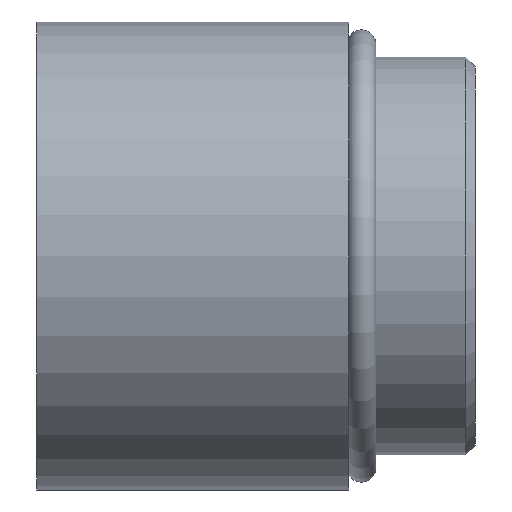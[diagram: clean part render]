
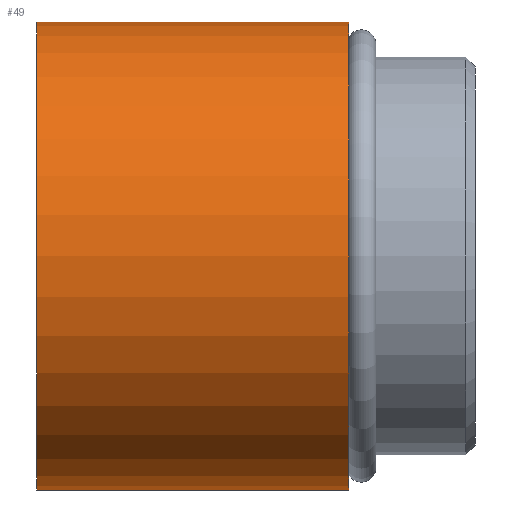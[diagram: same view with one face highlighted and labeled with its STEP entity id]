
A CAD part, left-side view. The second image highlights one B-rep face of the part: STEP entity #49.
In plain terms, the highlighted cylindrical face has radius 12 mm (diameter 24 mm), a partial arc.
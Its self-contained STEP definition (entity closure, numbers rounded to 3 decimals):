
#16 = CIRCLE ( 'NONE', #457, 12. ) ;
#28 = EDGE_CURVE ( 'NONE', #206, #205, #16, .T. ) ;
#49 = ADVANCED_FACE ( 'NONE', ( #449 ), #450, .T. ) ;
#68 = EDGE_CURVE ( 'NONE', #206, #207, #629, .T. ) ;
#72 = EDGE_CURVE ( 'NONE', #207, #208, #357, .T. ) ;
#77 = EDGE_CURVE ( 'NONE', #205, #208, #107, .T. ) ;
#91 = CARTESIAN_POINT ( 'NONE',  ( 0., -3., 0. ) ) ;
#92 = DIRECTION ( 'NONE',  ( 0., -1., 0. ) ) ;
#93 = DIRECTION ( 'NONE',  ( 0., 0., -1. ) ) ;
#107 = LINE ( 'NONE', #108, #405 ) ;
#108 = CARTESIAN_POINT ( 'NONE',  ( 0., -10.273, -12. ) ) ;
#109 = DIRECTION ( 'NONE',  ( 0., -1., 0. ) ) ;
#136 = CARTESIAN_POINT ( 'NONE',  ( 0., 13., -12. ) ) ;
#137 = CARTESIAN_POINT ( 'NONE',  ( 0., 13., 12. ) ) ;
#138 = CARTESIAN_POINT ( 'NONE',  ( 0., -3., 12. ) ) ;
#139 = CARTESIAN_POINT ( 'NONE',  ( 0., -3., -12. ) ) ;
#205 = VERTEX_POINT ( 'NONE', #136 ) ;
#206 = VERTEX_POINT ( 'NONE', #137 ) ;
#207 = VERTEX_POINT ( 'NONE', #138 ) ;
#208 = VERTEX_POINT ( 'NONE', #139 ) ;
#226 = ORIENTED_EDGE ( 'NONE', *, *, #72, .F. ) ;
#231 = ORIENTED_EDGE ( 'NONE', *, *, #68, .F. ) ;
#232 = ORIENTED_EDGE ( 'NONE', *, *, #28, .T. ) ;
#233 = ORIENTED_EDGE ( 'NONE', *, *, #77, .T. ) ;
#313 = EDGE_LOOP ( 'NONE', ( #231, #232, #233, #226 ) ) ;
#357 = CIRCLE ( 'NONE', #411, 12. ) ;
#405 = VECTOR ( 'NONE', #109, 1000. ) ;
#411 = AXIS2_PLACEMENT_3D ( 'NONE', #91, #92, #93 ) ;
#414 = VECTOR ( 'NONE', #631, 1000. ) ;
#445 = AXIS2_PLACEMENT_3D ( 'NONE', #570, #571, #572 ) ;
#449 = FACE_OUTER_BOUND ( 'NONE', #313, .T. ) ;
#450 = CYLINDRICAL_SURFACE ( 'NONE', #445, 12. ) ;
#457 = AXIS2_PLACEMENT_3D ( 'NONE', #503, #504, #505 ) ;
#503 = CARTESIAN_POINT ( 'NONE',  ( 0., 13., 0. ) ) ;
#504 = DIRECTION ( 'NONE',  ( 0., -1., 0. ) ) ;
#505 = DIRECTION ( 'NONE',  ( 0., 0., -1. ) ) ;
#570 = CARTESIAN_POINT ( 'NONE',  ( 0., -10.273, 0. ) ) ;
#571 = DIRECTION ( 'NONE',  ( 0., -1., 0. ) ) ;
#572 = DIRECTION ( 'NONE',  ( 0., 0., -1. ) ) ;
#629 = LINE ( 'NONE', #630, #414 ) ;
#630 = CARTESIAN_POINT ( 'NONE',  ( 0., -10.273, 12. ) ) ;
#631 = DIRECTION ( 'NONE',  ( 0., -1., 0. ) ) ;
